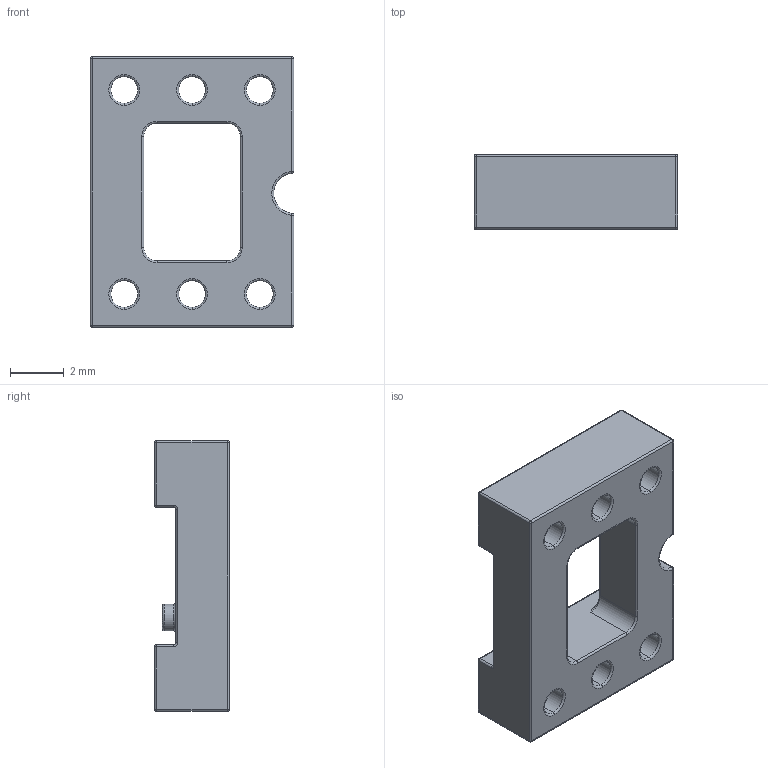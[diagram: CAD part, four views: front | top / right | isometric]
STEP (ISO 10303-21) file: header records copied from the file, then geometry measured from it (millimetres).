
FILE_DESCRIPTION (( 'STEP AP214' ), '1' );
FILE_NAME ('110-xx-306-41-001000.STEP', '2017-10-09T13:36:00', ( '' ), ( '' ), 'SwSTEP 2.0', 'SolidWorks 2014', '' );
FILE_SCHEMA (( 'AUTOMOTIVE_DESIGN' ));
Length unit declared in the file: millimetre
Products named in the file (1): 110-xx-306-41-001000
Bounding box: 7.6 x 2.79 x 10.1 mm (x, y, z)
Volume: 127.6 mm3; surface area: 297.7 mm2
Topology: 1 solids, 1 shells, 181 faces, 404 edges, 212 vertices
Faces by surface type: torus 70, cylinder 69, plane 22, sphere 16, bspline 4
Entity records: 4988 total; most frequent: DIRECTION 1000, CARTESIAN_POINT 886, ORIENTED_EDGE 768, AXIS2_PLACEMENT_3D 446, EDGE_CURVE 384, CIRCLE 268, VERTEX_POINT 212, EDGE_LOOP 202
